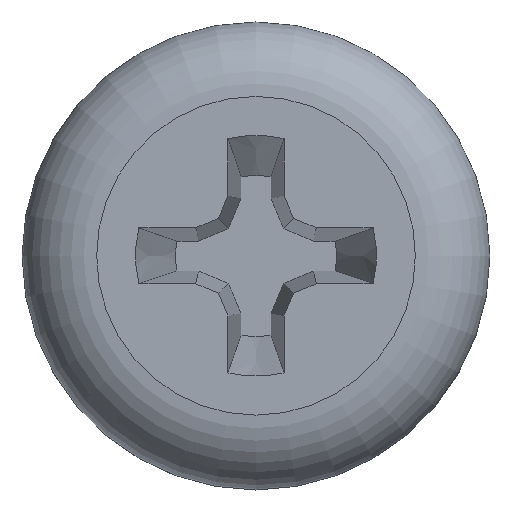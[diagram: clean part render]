
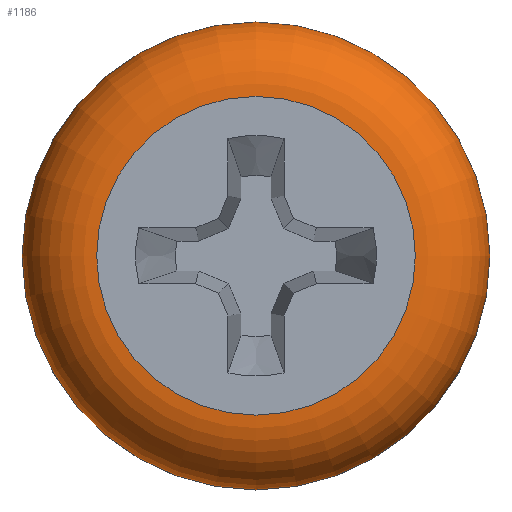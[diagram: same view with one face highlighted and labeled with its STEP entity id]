
A CAD part, top view. The second image highlights one B-rep face of the part: STEP entity #1186.
In plain terms, the highlighted toroidal (fillet/blend) face has major radius 6.812 mm and minor radius 3.188 mm.
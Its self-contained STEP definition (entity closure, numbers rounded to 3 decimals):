
#39=TOROIDAL_SURFACE('',#1278,6.813,3.188);
#120=FACE_OUTER_BOUND('',#184,.T.);
#184=EDGE_LOOP('',(#896,#897,#898,#899,#900,#901,#902));
#222=CIRCLE('',#1279,10.);
#223=CIRCLE('',#1280,10.);
#224=CIRCLE('',#1281,3.188);
#225=CIRCLE('',#1282,6.813);
#226=CIRCLE('',#1283,6.813);
#227=CIRCLE('',#1284,10.);
#517=VERTEX_POINT('',#6261);
#518=VERTEX_POINT('',#6262);
#519=VERTEX_POINT('',#6264);
#520=VERTEX_POINT('',#6266);
#521=VERTEX_POINT('',#6268);
#676=EDGE_CURVE('',#517,#518,#222,.T.);
#677=EDGE_CURVE('',#519,#517,#223,.T.);
#678=EDGE_CURVE('',#519,#520,#224,.T.);
#679=EDGE_CURVE('',#520,#521,#225,.T.);
#680=EDGE_CURVE('',#521,#520,#226,.T.);
#681=EDGE_CURVE('',#518,#519,#227,.T.);
#896=ORIENTED_EDGE('',*,*,#676,.F.);
#897=ORIENTED_EDGE('',*,*,#677,.F.);
#898=ORIENTED_EDGE('',*,*,#678,.T.);
#899=ORIENTED_EDGE('',*,*,#679,.T.);
#900=ORIENTED_EDGE('',*,*,#680,.T.);
#901=ORIENTED_EDGE('',*,*,#678,.F.);
#902=ORIENTED_EDGE('',*,*,#681,.F.);
#1186=ADVANCED_FACE('',(#120),#39,.T.);
#1278=AXIS2_PLACEMENT_3D('',#6260,#1443,#1444);
#1279=AXIS2_PLACEMENT_3D('',#6263,#1445,#1446);
#1280=AXIS2_PLACEMENT_3D('',#6265,#1447,#1448);
#1281=AXIS2_PLACEMENT_3D('',#6267,#1449,#1450);
#1282=AXIS2_PLACEMENT_3D('',#6269,#1451,#1452);
#1283=AXIS2_PLACEMENT_3D('',#6270,#1453,#1454);
#1284=AXIS2_PLACEMENT_3D('',#6271,#1455,#1456);
#1443=DIRECTION('center_axis',(0.,0.,-1.));
#1444=DIRECTION('ref_axis',(0.,1.,0.));
#1445=DIRECTION('center_axis',(0.,0.,-1.));
#1446=DIRECTION('ref_axis',(0.,1.,0.));
#1447=DIRECTION('center_axis',(0.,0.,-1.));
#1448=DIRECTION('ref_axis',(0.,1.,0.));
#1449=DIRECTION('center_axis',(-1.,0.,0.));
#1450=DIRECTION('ref_axis',(0.,-1.,0.));
#1451=DIRECTION('center_axis',(0.,0.,-1.));
#1452=DIRECTION('ref_axis',(0.,1.,0.));
#1453=DIRECTION('center_axis',(0.,0.,-1.));
#1454=DIRECTION('ref_axis',(0.,1.,0.));
#1455=DIRECTION('center_axis',(0.,0.,-1.));
#1456=DIRECTION('ref_axis',(0.,1.,0.));
#6260=CARTESIAN_POINT('Origin',(0.,0.,4.313));
#6261=CARTESIAN_POINT('',(-10.,0.,4.313));
#6262=CARTESIAN_POINT('',(10.,0.,4.313));
#6263=CARTESIAN_POINT('Origin',(0.,0.,4.313));
#6264=CARTESIAN_POINT('',(0.,-10.,4.313));
#6265=CARTESIAN_POINT('Origin',(0.,0.,4.313));
#6266=CARTESIAN_POINT('',(0.,-6.813,7.5));
#6267=CARTESIAN_POINT('Origin',(0.,-6.813,4.313));
#6268=CARTESIAN_POINT('',(0.,6.813,7.5));
#6269=CARTESIAN_POINT('Origin',(0.,0.,7.5));
#6270=CARTESIAN_POINT('Origin',(0.,0.,7.5));
#6271=CARTESIAN_POINT('Origin',(0.,0.,4.313));
